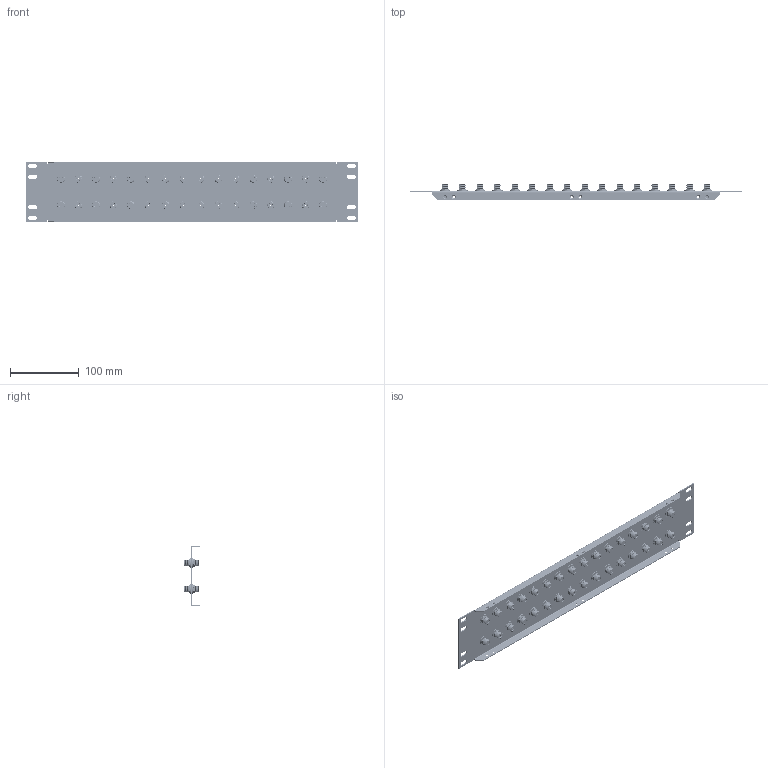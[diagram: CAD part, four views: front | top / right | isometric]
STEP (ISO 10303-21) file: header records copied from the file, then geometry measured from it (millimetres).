
FILE_DESCRIPTION (( 'STEP AP203' ), '1' );
FILE_NAME ('PR35F32.STEP', '2015-04-08T17:49:07', ( 'x' ), ( '' ), 'SwSTEP 2.0', 'SolidWorks 2014', '' );
FILE_SCHEMA (( 'CONFIG_CONTROL_DESIGN' ));
Length unit declared in the file: inch
Products named in the file (7): PR35-32-MA1; BA330A; BA330A-MA3; BA330A-MA2; BA330A-MA1; BA330A_.06 OFFSET (INSULATED); PR35F32
Assembly tree (38 placements, depth 3):
  PR35F32
    PR35-32-MA1
    BA330A_.06 OFFSET (INSULATED)  x32
      BA330A
      BA330A-MA3
      BA330A-MA2
      BA330A-MA1
Bounding box: 482.6 x 22.81 x 88.39 mm (x, y, z)
Volume: 122973.8 mm3; surface area: 173292.7 mm2
Topology: 161 solids, 161 shells, 8953 faces, 20286 edges, 11932 vertices
Faces by surface type: cone 6008, plane 1613, cylinder 844, bspline 360, torus 128
Entity records: 56752 total; most frequent: CARTESIAN_POINT 26334, ORIENTED_EDGE 6554, DIRECTION 4737, EDGE_CURVE 3277, VERTEX_POINT 2122, LINE 2039, VECTOR 2039, EDGE_LOOP 1457
